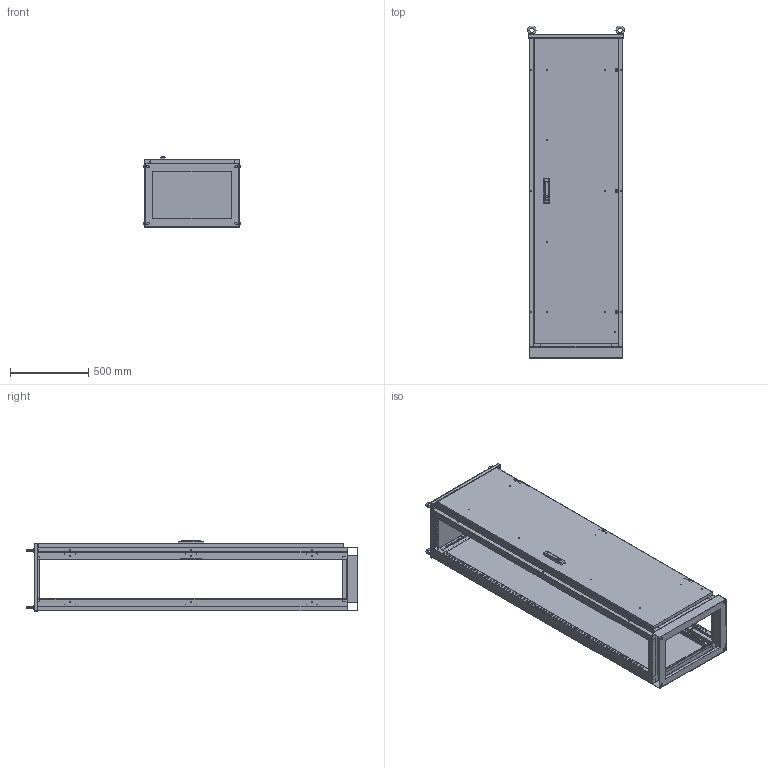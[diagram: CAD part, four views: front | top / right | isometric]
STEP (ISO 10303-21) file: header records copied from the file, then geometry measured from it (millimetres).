
FILE_DESCRIPTION (( 'STEP AP214' ), '1' );
FILE_NAME ('Êîðïóñ ìåòàëëè÷åñêèé ÊÑÐÌ 20.6.4-2.STEP', '2016-10-11T07:51:32', ( 'user' ), ( '' ), 'SwSTEP 2.0', 'SolidWorks 2014', '' );
FILE_SCHEMA (( 'AUTOMOTIVE_DESIGN' ));
Length unit declared in the file: millimetre
Products named in the file (3): Êîðïóñ ìåòàëëè÷åñêèé ÊÑÐÌ 20.6.4-2; ﾄ粢 ﾊﾑﾐﾌ 20.6; 扻豵鵨 庍倢 20.6.4-2
Assembly tree (2 placements, depth 2):
  Êîðïóñ ìåòàëëè÷åñêèé ÊÑÐÌ 20.6.4-2
    扻豵鵨 庍倢 20.6.4-2
    ﾄ粢 ﾊﾑﾐﾌ 20.6
Bounding box: 620 x 2126.5 x 449.5 mm (x, y, z)
Volume: 7836284.6 mm3; surface area: 9714763.7 mm2
Topology: 20 solids, 20 shells, 2838 faces, 8041 edges, 5258 vertices
Faces by surface type: cylinder 1802, plane 930, cone 78, torus 18, bspline 6, sphere 4
Entity records: 98406 total; most frequent: CARTESIAN_POINT 17452, DIRECTION 17249, ORIENTED_EDGE 16082, EDGE_CURVE 8041, AXIS2_PLACEMENT_3D 6535, VERTEX_POINT 5258, EDGE_LOOP 4443, VECTOR 4179
